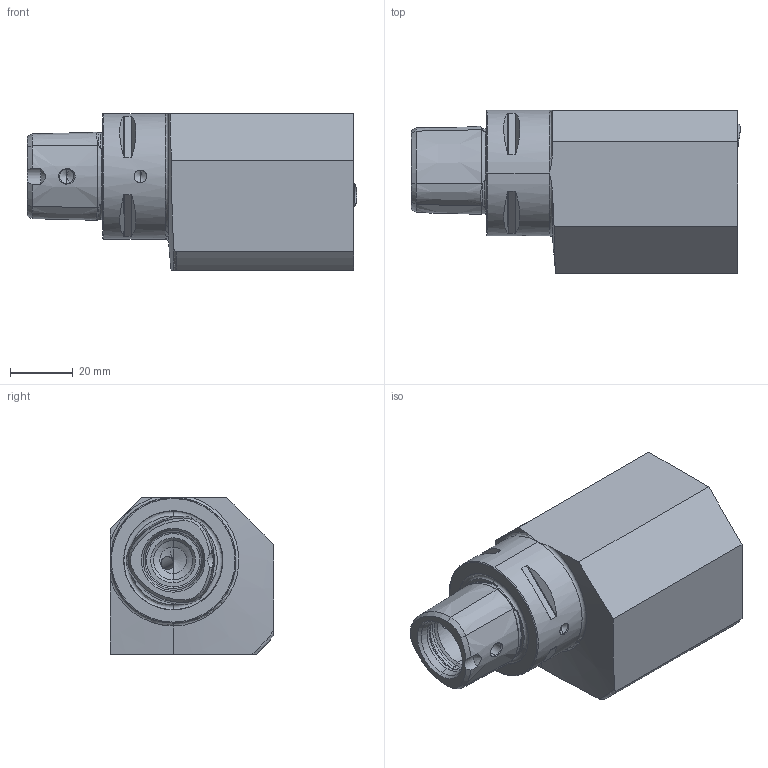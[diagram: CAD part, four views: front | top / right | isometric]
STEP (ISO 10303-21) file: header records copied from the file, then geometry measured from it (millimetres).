
FILE_DESCRIPTION (( 'STEP AP214' ), '1' );
FILE_NAME ('PS4.V16.R11.080.STEP', '2023-01-25T15:08:34', ( '' ), ( '' ), 'SwSTEP 2.0', 'SolidWorks 2017', '' );
FILE_SCHEMA (( 'AUTOMOTIVE_DESIGN' ));
Length unit declared in the file: millimetre
Products named in the file (6): ISO 4026 - M10 x 20; KU1-U12.002.010_A; DIN 3771 - 8x1.5; KU1-U12.003.010_B; PS4-V16.R11.080_A; PS4.V16.R11.080
Assembly tree (6 placements, depth 2):
  PS4.V16.R11.080
    PS4-V16.R11.080_A
    ISO 4026 - M10 x 20  x2
    DIN 3771 - 8x1.5
    KU1-U12.002.010_A
    KU1-U12.003.010_B
Bounding box: 104.89 x 52 x 50 mm (x, y, z)
Volume: 157212.2 mm3; surface area: 28819.7 mm2
Topology: 6 solids, 6 shells, 252 faces, 627 edges, 380 vertices
Faces by surface type: cone 87, plane 65, cylinder 54, torus 42, sphere 4
Entity records: 8094 total; most frequent: CARTESIAN_POINT 2171, DIRECTION 1199, ORIENTED_EDGE 1160, EDGE_CURVE 580, AXIS2_PLACEMENT_3D 498, VERTEX_POINT 357, EDGE_LOOP 255, CIRCLE 252
